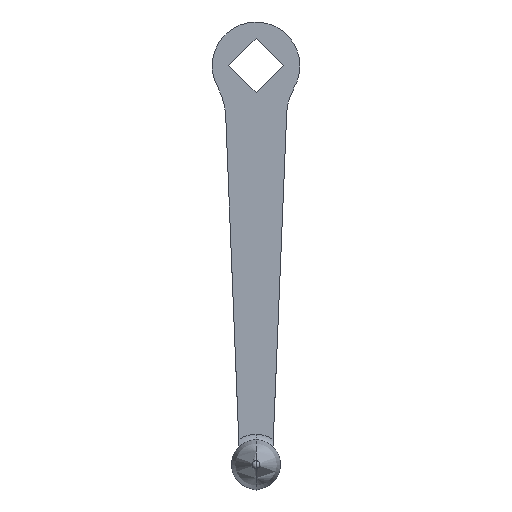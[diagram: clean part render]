
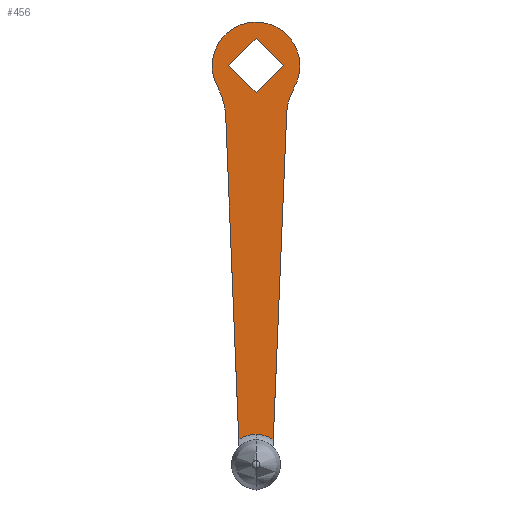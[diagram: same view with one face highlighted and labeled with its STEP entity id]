
A CAD part, front view. The second image highlights one B-rep face of the part: STEP entity #456.
In plain terms, the highlighted planar face has unit normal (0, -1, 0).
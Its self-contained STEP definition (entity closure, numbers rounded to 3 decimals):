
#190=VERTEX_POINT('',#527);
#204=VERTEX_POINT('',#547);
#214=VERTEX_POINT('',#559);
#236=EDGE_CURVE('',#214,#450,#586,.T.);
#256=EDGE_CURVE('',#358,#274,#607,.T.);
#260=EDGE_CURVE('',#204,#488,#611,.T.);
#268=EDGE_CURVE('',#274,#488,#620,.T.);
#274=VERTEX_POINT('',#626);
#276=EDGE_CURVE('',#190,#482,#628,.T.);
#282=EDGE_CURVE('',#352,#298,#634,.T.);
#292=EDGE_CURVE('',#352,#204,#644,.T.);
#298=VERTEX_POINT('',#650);
#352=VERTEX_POINT('',#710);
#358=VERTEX_POINT('',#716);
#390=EDGE_CURVE('',#450,#358,#754,.T.);
#450=VERTEX_POINT('',#817);
#456=ADVANCED_FACE('',(#824,#825),#826,.F.);
#468=EDGE_CURVE('',#482,#484,#839,.T.);
#474=EDGE_CURVE('',#484,#502,#845,.T.);
#482=VERTEX_POINT('',#853);
#484=VERTEX_POINT('',#855);
#488=VERTEX_POINT('',#860);
#490=EDGE_CURVE('',#502,#190,#862,.T.);
#500=EDGE_CURVE('',#298,#214,#874,.T.);
#502=VERTEX_POINT('',#876);
#527=CARTESIAN_POINT('',(-16.971,-48.0,0.));
#547=CARTESIAN_POINT('',(0.,-48.0,-231.0));
#559=CARTESIAN_POINT('',(-24.115,-48.0,-13.217));
#586=CIRCLE('',#996,27.5);
#607=CIRCLE('',#1028,42.);
#611=CIRCLE('',#1033,19.);
#620=LINE('',#1044,#1045);
#626=CARTESIAN_POINT('',(19.,-48.0,-35.525));
#628=LINE('',#1056,#1057);
#634=LINE('',#1065,#1066);
#644=CIRCLE('',#1083,19.);
#650=CARTESIAN_POINT('',(-19.0,-48.0,-31.282));
#710=CARTESIAN_POINT('',(-10.82,-48.0,-234.382));
#716=CARTESIAN_POINT('',(24.115,-48.0,-13.217));
#754=CIRCLE('',#1220,27.5);
#817=CARTESIAN_POINT('',(-24.115,-48.0,13.217));
#824=FACE_OUTER_BOUND('',#1340,.T.);
#825=FACE_BOUND('',#1341,.T.);
#826=PLANE('',#1342);
#839=LINE('',#1359,#1360);
#845=LINE('',#1369,#1370);
#853=CARTESIAN_POINT('',(0.,-48.0,-16.971));
#855=CARTESIAN_POINT('',(16.971,-48.0,0.));
#860=CARTESIAN_POINT('',(10.827,-48.0,-234.386));
#862=LINE('',#1392,#1393);
#874=CIRCLE('',#1407,42.);
#876=CARTESIAN_POINT('',(0.,-48.0,16.971));
#996=AXIS2_PLACEMENT_3D('',#1519,#1520,#1521);
#1028=AXIS2_PLACEMENT_3D('',#1540,#1541,#1542);
#1033=AXIS2_PLACEMENT_3D('',#1543,#1544,#1545);
#1044=CARTESIAN_POINT('',(18.041,-48.0,-58.864));
#1045=VECTOR('',#1557,1.0);
#1056=CARTESIAN_POINT('',(16.132,-48.0,-33.103));
#1057=VECTOR('',#1559,1.0);
#1065=CARTESIAN_POINT('',(-13.725,-48.0,-162.259));
#1066=VECTOR('',#1563,1.0);
#1083=AXIS2_PLACEMENT_3D('',#1572,#1573,#1574);
#1220=AXIS2_PLACEMENT_3D('',#1733,#1734,#1735);
#1340=EDGE_LOOP('',(#1798,#1799,#1800,#1801,#1802,#1803,#1804,#1805));
#1341=EDGE_LOOP('',(#1806,#1807,#1808,#1809));
#1342=AXIS2_PLACEMENT_3D('',#1810,#1811,#1812);
#1359=CARTESIAN_POINT('',(-7.647,-48.0,-24.618));
#1360=VECTOR('',#1825,1.0);
#1369=CARTESIAN_POINT('',(24.618,-48.0,-7.647));
#1370=VECTOR('',#1827,1.0);
#1392=CARTESIAN_POINT('',(-33.103,-48.0,-16.132));
#1393=VECTOR('',#1838,1.0);
#1407=AXIS2_PLACEMENT_3D('',#1858,#1859,#1860);
#1519=CARTESIAN_POINT('',(0.0,-48.0,0.));
#1520=DIRECTION('',(0.0,1.0,0.0));
#1521=DIRECTION('',(0.877,0.0,-0.481));
#1540=CARTESIAN_POINT('',(60.946,-48.0,-33.403));
#1541=DIRECTION('',(0.0,-1.0,-0.0));
#1542=DIRECTION('',(-0.999,0.0,-0.051));
#1543=CARTESIAN_POINT('',(0.,-48.0,-250.0));
#1544=DIRECTION('',(-0.0,1.0,0.0));
#1545=DIRECTION('',(0.,0.0,1.0));
#1557=DIRECTION('',(-0.041,0.0,-0.999));
#1559=DIRECTION('',(0.707,0.0,-0.707));
#1563=DIRECTION('',(-0.04,0.0,0.999));
#1572=CARTESIAN_POINT('',(0.,-48.0,-250.0));
#1573=DIRECTION('',(-0.0,1.0,0.0));
#1574=DIRECTION('',(0.,0.0,1.0));
#1733=CARTESIAN_POINT('',(0.0,-48.0,0.));
#1734=DIRECTION('',(0.0,1.0,0.0));
#1735=DIRECTION('',(0.877,0.0,-0.481));
#1798=ORIENTED_EDGE('',*,*,#282,.F.);
#1799=ORIENTED_EDGE('',*,*,#292,.T.);
#1800=ORIENTED_EDGE('',*,*,#260,.T.);
#1801=ORIENTED_EDGE('',*,*,#268,.F.);
#1802=ORIENTED_EDGE('',*,*,#256,.F.);
#1803=ORIENTED_EDGE('',*,*,#390,.F.);
#1804=ORIENTED_EDGE('',*,*,#236,.F.);
#1805=ORIENTED_EDGE('',*,*,#500,.F.);
#1806=ORIENTED_EDGE('',*,*,#276,.F.);
#1807=ORIENTED_EDGE('',*,*,#490,.F.);
#1808=ORIENTED_EDGE('',*,*,#474,.F.);
#1809=ORIENTED_EDGE('',*,*,#468,.F.);
#1810=CARTESIAN_POINT('',(0.,-48.0,-81.5));
#1811=DIRECTION('',(-0.0,1.0,0.0));
#1812=DIRECTION('',(0.,0.0,1.0));
#1825=DIRECTION('',(0.707,0.0,0.707));
#1827=DIRECTION('',(-0.707,0.0,0.707));
#1838=DIRECTION('',(-0.707,0.0,-0.707));
#1858=CARTESIAN_POINT('',(-60.946,-48.0,-33.403));
#1859=DIRECTION('',(0.0,-1.0,0.0));
#1860=DIRECTION('',(0.877,0.0,0.481));
